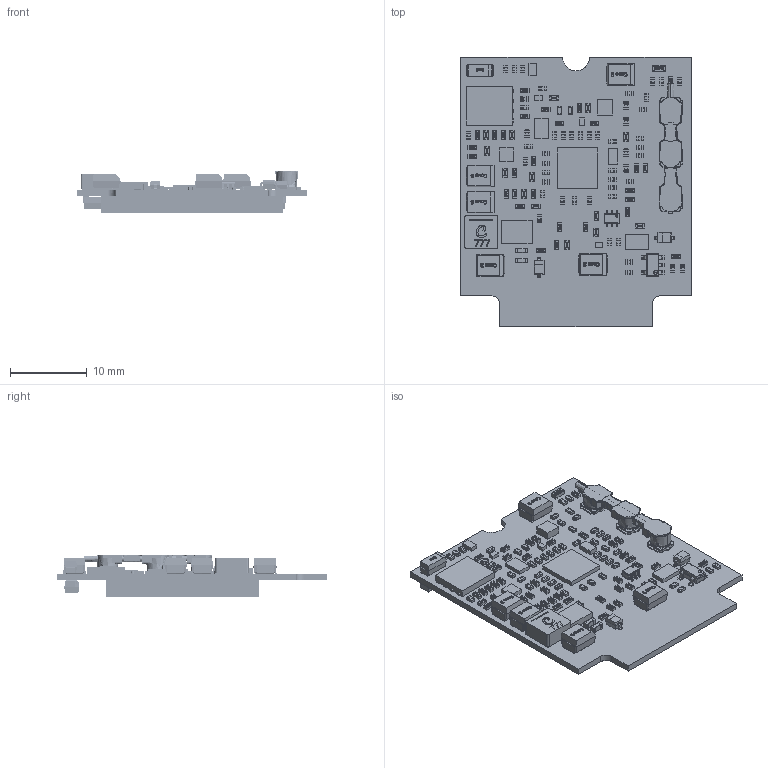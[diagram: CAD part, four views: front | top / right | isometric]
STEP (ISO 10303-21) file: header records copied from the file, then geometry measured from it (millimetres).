
FILE_DESCRIPTION(/* description */ (''),/* implementation_level */ '2;1');
FILE_NAME(/* name */ '201730~1',/* time_stamp */ '2020-04-06T17:02:04+02:00',/* author */ (''),/* organization */ (''),/* preprocessor_version */ 'ST-DEVELOPER v15',/* originating_system */ '',/* authorisation */ '');
FILE_SCHEMA (('AUTOMOTIVE_DESIGN_CC2'));
Length unit declared in the file: millimetre
Products named in the file (41): Document; User Library-Tantalum Capacitor Case A; User Library-Tantalum Capacitor Case A_Tantalum case A part2; User Library-Tantalum Capacitor Case A_Tantalum case A part1; Document22; User Library-RES_1609-0603; Document10; Document20; User Library-Tantalum Capacitor Case B; User Library-Tantalum Capacitor Case B_Tantalum case B part1; User Library-Tantalum Capacitor Case B_Tantalum case B part2; ASSEMBLY; UFDFN3; Document6; Document4; Document2; Document14; Document18; User Library-led_0402; User Library-DFN8-5X6; User Library-DFN8-5X6_Pad004; User Library-DFN8-5X6_Pad009; User Library-DFN8-5X6_Pad007; User Library-DFN8-5X6_Pad001; User Library-DFN8-5X6_Pad006; User Library-DFN8-5X6_Pad; User Library-DFN8-5X6_Pad008; User Library-DFN8-5X6_Pad003; User Library-DFN8-5X6_Pad002; User Library-DFN8-5X6_Pad005; Cubo; SW3dPS-SW3dPS-SOT363; User Library-SOT23-5-1; User Library-0402C; User Library-SOD323-1; Document12; User Library-cap_0603_lowprofile; User Library-RES_1005-0402; User Library-0402C8; BOARD_OUTLINE
Assembly tree (145 placements, depth 3):
  Document
    User Library-Tantalum Capacitor Case A  x4
      User Library-Tantalum Capacitor Case A_Tantalum case A part2
      User Library-Tantalum Capacitor Case A_Tantalum case A part1
    Document22
    User Library-RES_1609-0603
    Document10
    Document20  x3
    User Library-Tantalum Capacitor Case B  x5
      User Library-Tantalum Capacitor Case B_Tantalum case B part1
      User Library-Tantalum Capacitor Case B_Tantalum case B part2
    ASSEMBLY  x3
      UFDFN3
    Document6
    Document4
    Document2
    Document14
    Document18
    User Library-led_0402  x2
    User Library-DFN8-5X6
      User Library-DFN8-5X6_Pad004
      User Library-DFN8-5X6_Pad009
      User Library-DFN8-5X6_Pad007
      User Library-DFN8-5X6_Pad001
      User Library-DFN8-5X6_Pad006
      User Library-DFN8-5X6_Pad
      User Library-DFN8-5X6_Pad008
      User Library-DFN8-5X6_Pad003
      User Library-DFN8-5X6_Pad002
      User Library-DFN8-5X6_Pad005
    Cubo
    SW3dPS-SW3dPS-SOT363
    User Library-SOT23-5-1
    User Library-0402C
    User Library-SOD323-1  x2
    Document12
    User Library-cap_0603_lowprofile  x2
    Document
    User Library-RES_1005-0402  x42
    User Library-0402C8  x49
    BOARD_OUTLINE
Bounding box: 30 x 35 x 5.53 mm (x, y, z)
Volume: 2109.5 mm3; surface area: 4909.1 mm2
Topology: 284 solids, 1128 shells, 10171 faces, 26732 edges, 18301 vertices
Faces by surface type: bspline 5174, plane 4997
Entity records: 66878 total; most frequent: CARTESIAN_POINT 37026, ORIENTED_EDGE 6808, EDGE_CURVE 4211, VERTEX_POINT 3263, B_SPLINE_CURVE_WITH_KNOTS 3049, EDGE_LOOP 1437, ADVANCED_FACE 1390, FACE_OUTER_BOUND 1390
